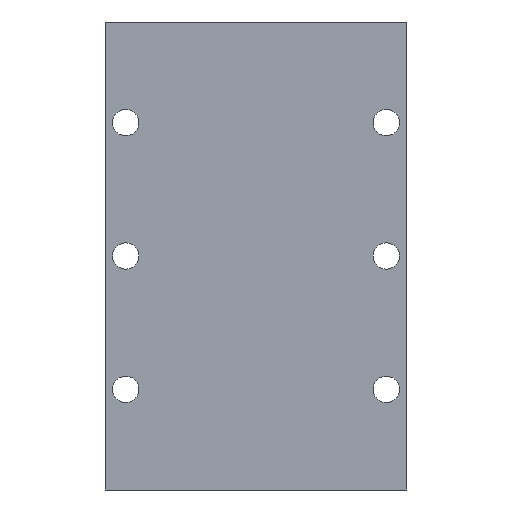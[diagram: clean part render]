
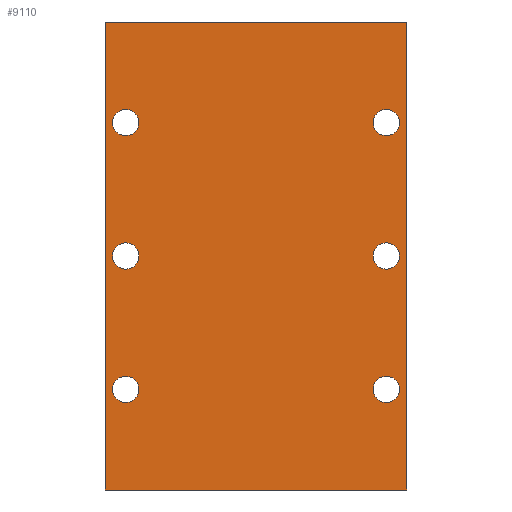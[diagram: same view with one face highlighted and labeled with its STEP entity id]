
A CAD part, front view. The second image highlights one B-rep face of the part: STEP entity #9110.
In plain terms, the highlighted planar face has unit normal (0, -1, 0).
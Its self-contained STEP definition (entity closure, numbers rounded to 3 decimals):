
#8 = CARTESIAN_POINT ( 'NONE',  ( 41.099, 5.736, 14.078 ) ) ;
#11 = VERTEX_POINT ( 'NONE', #8 ) ;
#12 = CARTESIAN_POINT ( 'NONE',  ( 41.099, 5.736, 30.588 ) ) ;
#13 = VERTEX_POINT ( 'NONE', #12 ) ;
#14 = CARTESIAN_POINT ( 'NONE',  ( 41.099, 5.736, 47.098 ) ) ;
#15 = VERTEX_POINT ( 'NONE', #14 ) ;
#16 = CARTESIAN_POINT ( 'NONE',  ( 8.841, 5.736, 30.588 ) ) ;
#17 = VERTEX_POINT ( 'NONE', #16 ) ;
#18 = CARTESIAN_POINT ( 'NONE',  ( 8.841, 5.736, 14.078 ) ) ;
#19 = VERTEX_POINT ( 'NONE', #18 ) ;
#31 = CARTESIAN_POINT ( 'NONE',  ( 8.841, 5.736, 47.098 ) ) ;
#32 = VERTEX_POINT ( 'NONE', #31 ) ;
#424 = CARTESIAN_POINT ( 'NONE',  ( 6.301, 5.736, 57.912 ) ) ;
#427 = CARTESIAN_POINT ( 'NONE',  ( 43.639, 5.736, 0. ) ) ;
#428 = CARTESIAN_POINT ( 'NONE',  ( 6.301, 5.736, 0. ) ) ;
#429 = CARTESIAN_POINT ( 'NONE',  ( 43.639, 5.736, 57.912 ) ) ;
#2525 = DIRECTION ( 'NONE',  ( 0., 0., 1. ) ) ;
#2527 = DIRECTION ( 'NONE',  ( 0., 1., 0. ) ) ;
#2528 = PLANE ( 'NONE',  #13421 ) ;
#2529 = CARTESIAN_POINT ( 'NONE',  ( 51.148, 5.736, 61.544 ) ) ;
#5372 = DIRECTION ( 'NONE',  ( 0., 0., 1. ) ) ;
#5373 = DIRECTION ( 'NONE',  ( 0., -1., 0. ) ) ;
#5375 = DIRECTION ( 'NONE',  ( 0., 0., 1. ) ) ;
#5376 = DIRECTION ( 'NONE',  ( 0., -1., 0. ) ) ;
#5378 = DIRECTION ( 'NONE',  ( -1., 0., 0. ) ) ;
#5379 = CARTESIAN_POINT ( 'NONE',  ( 0., 5.736, 57.912 ) ) ;
#5380 = CARTESIAN_POINT ( 'NONE',  ( 41.099, 5.736, 28.956 ) ) ;
#5381 = DIRECTION ( 'NONE',  ( -1., 0., 0. ) ) ;
#5382 = CARTESIAN_POINT ( 'NONE',  ( 0., 5.736, 0. ) ) ;
#5383 = DIRECTION ( 'NONE',  ( 0., 0., 1. ) ) ;
#5384 = DIRECTION ( 'NONE',  ( 0., -1., 0. ) ) ;
#5385 = CARTESIAN_POINT ( 'NONE',  ( 41.099, 5.736, 12.446 ) ) ;
#5386 = DIRECTION ( 'NONE',  ( 0., 0., 1. ) ) ;
#5387 = DIRECTION ( 'NONE',  ( 0., -1., 0. ) ) ;
#5388 = DIRECTION ( 'NONE',  ( 0., 0., 1. ) ) ;
#5389 = DIRECTION ( 'NONE',  ( 0., -1., 0. ) ) ;
#5390 = CARTESIAN_POINT ( 'NONE',  ( 41.099, 5.736, 45.466 ) ) ;
#5393 = CARTESIAN_POINT ( 'NONE',  ( 8.841, 5.736, 28.956 ) ) ;
#5396 = CARTESIAN_POINT ( 'NONE',  ( 8.841, 5.736, 12.446 ) ) ;
#5403 = DIRECTION ( 'NONE',  ( 0., 0., 1. ) ) ;
#5404 = DIRECTION ( 'NONE',  ( 0., -1., 0. ) ) ;
#5413 = CARTESIAN_POINT ( 'NONE',  ( 8.841, 5.736, 45.466 ) ) ;
#5733 = DIRECTION ( 'NONE',  ( 0., 0., -1. ) ) ;
#5829 = EDGE_CURVE ( 'NONE', #9773, #9771, #7734, .T. ) ;
#5845 = EDGE_CURVE ( 'NONE', #9776, #9772, #7765, .T. ) ;
#5870 = EDGE_CURVE ( 'NONE', #32, #32, #7814, .T. ) ;
#5875 = EDGE_CURVE ( 'NONE', #19, #19, #7819, .T. ) ;
#5876 = EDGE_CURVE ( 'NONE', #17, #17, #7820, .T. ) ;
#5877 = EDGE_CURVE ( 'NONE', #15, #15, #7822, .T. ) ;
#5878 = EDGE_CURVE ( 'NONE', #9773, #9772, #7811, .T. ) ;
#5879 = EDGE_CURVE ( 'NONE', #9771, #9776, #7803, .T. ) ;
#5880 = EDGE_CURVE ( 'NONE', #13, #13, #7826, .T. ) ;
#5881 = EDGE_CURVE ( 'NONE', #11, #11, #7827, .T. ) ;
#6396 = AXIS2_PLACEMENT_3D ( 'NONE', #5385, #5373, #5372 ) ;
#6398 = AXIS2_PLACEMENT_3D ( 'NONE', #5390, #5384, #5383 ) ;
#6399 = AXIS2_PLACEMENT_3D ( 'NONE', #5393, #5387, #5386 ) ;
#6400 = AXIS2_PLACEMENT_3D ( 'NONE', #5396, #5389, #5388 ) ;
#6405 = AXIS2_PLACEMENT_3D ( 'NONE', #5413, #5404, #5403 ) ;
#6406 = AXIS2_PLACEMENT_3D ( 'NONE', #5380, #5376, #5375 ) ;
#7101 = ORIENTED_EDGE ( 'NONE', *, *, #5877, .F. ) ;
#7102 = ORIENTED_EDGE ( 'NONE', *, *, #5880, .F. ) ;
#7103 = ORIENTED_EDGE ( 'NONE', *, *, #5875, .F. ) ;
#7104 = ORIENTED_EDGE ( 'NONE', *, *, #5881, .F. ) ;
#7105 = ORIENTED_EDGE ( 'NONE', *, *, #5876, .F. ) ;
#7106 = ORIENTED_EDGE ( 'NONE', *, *, #5870, .F. ) ;
#7107 = ORIENTED_EDGE ( 'NONE', *, *, #5829, .T. ) ;
#7108 = ORIENTED_EDGE ( 'NONE', *, *, #5879, .T. ) ;
#7109 = ORIENTED_EDGE ( 'NONE', *, *, #5845, .T. ) ;
#7110 = ORIENTED_EDGE ( 'NONE', *, *, #5878, .F. ) ;
#7201 = EDGE_LOOP ( 'NONE', ( #7101 ) ) ;
#7205 = EDGE_LOOP ( 'NONE', ( #7103 ) ) ;
#7207 = EDGE_LOOP ( 'NONE', ( #7105 ) ) ;
#7209 = EDGE_LOOP ( 'NONE', ( #7104 ) ) ;
#7210 = EDGE_LOOP ( 'NONE', ( #7106 ) ) ;
#7211 = EDGE_LOOP ( 'NONE', ( #7102 ) ) ;
#7213 = EDGE_LOOP ( 'NONE', ( #7107, #7108, #7109, #7110 ) ) ;
#7734 = LINE ( 'NONE', #9995, #7735 ) ;
#7735 = VECTOR ( 'NONE', #9996, 1000. ) ;
#7765 = LINE ( 'NONE', #10604, #7766 ) ;
#7766 = VECTOR ( 'NONE', #5733, 1000. ) ;
#7803 = LINE ( 'NONE', #5379, #7824 ) ;
#7811 = LINE ( 'NONE', #5382, #7821 ) ;
#7814 = CIRCLE ( 'NONE', #6405, 1.632 ) ;
#7819 = CIRCLE ( 'NONE', #6400, 1.632 ) ;
#7820 = CIRCLE ( 'NONE', #6399, 1.632 ) ;
#7821 = VECTOR ( 'NONE', #5381, 1000. ) ;
#7822 = CIRCLE ( 'NONE', #6398, 1.632 ) ;
#7824 = VECTOR ( 'NONE', #5378, 1000. ) ;
#7826 = CIRCLE ( 'NONE', #6406, 1.632 ) ;
#7827 = CIRCLE ( 'NONE', #6396, 1.632 ) ;
#9110 = ADVANCED_FACE ( 'NONE', ( #12144, #12151, #12153, #12155, #12145, #12150, #12152 ), #2528, .F. ) ;
#9771 = VERTEX_POINT ( 'NONE', #429 ) ;
#9772 = VERTEX_POINT ( 'NONE', #428 ) ;
#9773 = VERTEX_POINT ( 'NONE', #427 ) ;
#9776 = VERTEX_POINT ( 'NONE', #424 ) ;
#9995 = CARTESIAN_POINT ( 'NONE',  ( 43.639, 5.736, 0. ) ) ;
#9996 = DIRECTION ( 'NONE',  ( 0., 0., 1. ) ) ;
#10604 = CARTESIAN_POINT ( 'NONE',  ( 6.301, 5.736, 0. ) ) ;
#12144 = FACE_BOUND ( 'NONE', #7201, .T. ) ;
#12145 = FACE_BOUND ( 'NONE', #7207, .T. ) ;
#12150 = FACE_BOUND ( 'NONE', #7210, .T. ) ;
#12151 = FACE_BOUND ( 'NONE', #7211, .T. ) ;
#12152 = FACE_OUTER_BOUND ( 'NONE', #7213, .T. ) ;
#12153 = FACE_BOUND ( 'NONE', #7205, .T. ) ;
#12155 = FACE_BOUND ( 'NONE', #7209, .T. ) ;
#13421 = AXIS2_PLACEMENT_3D ( 'NONE', #2529, #2527, #2525 ) ;
